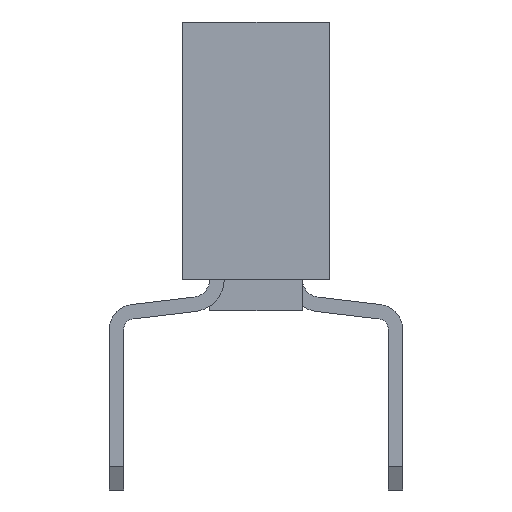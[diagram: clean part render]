
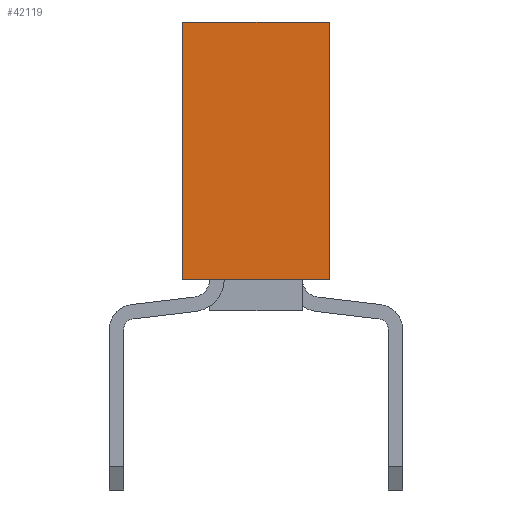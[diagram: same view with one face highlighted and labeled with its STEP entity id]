
A CAD part, left-side view. The second image highlights one B-rep face of the part: STEP entity #42119.
In plain terms, the highlighted planar face has unit normal (-1, 0, 0).
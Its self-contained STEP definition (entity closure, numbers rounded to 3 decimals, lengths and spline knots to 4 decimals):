
#3588=ORIENTED_EDGE('',*,*,#16497,.F.);
#3589=ORIENTED_EDGE('',*,*,#16512,.F.);
#3590=ORIENTED_EDGE('',*,*,#16494,.T.);
#3591=ORIENTED_EDGE('',*,*,#16513,.T.);
#16494=EDGE_CURVE('',#22938,#22939,#27102,.T.);
#16497=EDGE_CURVE('',#22940,#22941,#27105,.T.);
#16512=EDGE_CURVE('',#22938,#22940,#27120,.T.);
#16513=EDGE_CURVE('',#22939,#22941,#27121,.T.);
#22938=VERTEX_POINT('',#61638);
#22939=VERTEX_POINT('',#61639);
#22940=VERTEX_POINT('',#61644);
#22941=VERTEX_POINT('',#61645);
#27102=LINE('',#61637,#31386);
#27105=LINE('',#61643,#31389);
#27120=LINE('',#61674,#31404);
#27121=LINE('',#61675,#31405);
#31386=VECTOR('',#49178,1000.);
#31389=VECTOR('',#49183,1000.);
#31404=VECTOR('',#49206,1000.);
#31405=VECTOR('',#49207,1000.);
#35428=EDGE_LOOP('',(#3588,#3589,#3590,#3591));
#38032=FACE_BOUND('',#35428,.T.);
#40636=PLANE('',#44758);
#42119=ADVANCED_FACE('',(#38032),#40636,.T.);
#44758=AXIS2_PLACEMENT_3D('',#61673,#49204,#49205);
#49178=DIRECTION('',(0.,0.,1.));
#49183=DIRECTION('',(0.,0.,1.));
#49204=DIRECTION('',(-1.,0.,0.));
#49205=DIRECTION('',(0.,0.,1.));
#49206=DIRECTION('',(0.,1.,0.));
#49207=DIRECTION('',(0.,1.,0.));
#61637=CARTESIAN_POINT('',(-25.7,-1.27,-2.225));
#61638=CARTESIAN_POINT('',(-25.7,-1.27,-2.225));
#61639=CARTESIAN_POINT('',(-25.7,-1.27,2.225));
#61643=CARTESIAN_POINT('',(-25.7,1.27,-2.225));
#61644=CARTESIAN_POINT('',(-25.7,1.27,-2.225));
#61645=CARTESIAN_POINT('',(-25.7,1.27,2.225));
#61673=CARTESIAN_POINT('',(-25.7,-1.27,-2.225));
#61674=CARTESIAN_POINT('',(-25.7,-1.27,-2.225));
#61675=CARTESIAN_POINT('',(-25.7,-1.27,2.225));
